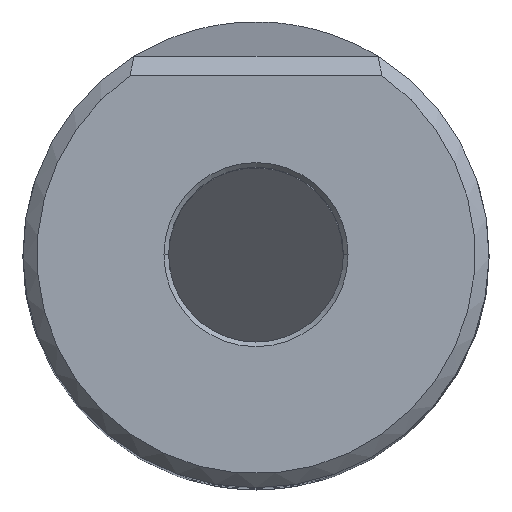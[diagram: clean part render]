
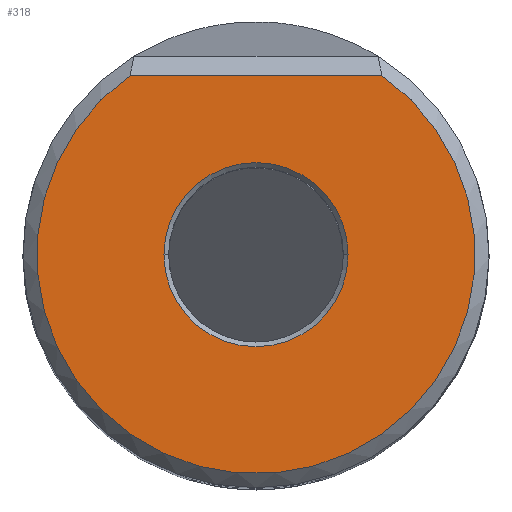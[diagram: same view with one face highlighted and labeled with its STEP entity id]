
A CAD part, top view. The second image highlights one B-rep face of the part: STEP entity #318.
In plain terms, the highlighted planar face has unit normal (0, 0, 1).
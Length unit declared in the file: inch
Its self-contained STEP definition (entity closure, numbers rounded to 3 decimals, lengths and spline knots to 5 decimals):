
#9 = CARTESIAN_POINT ( 'NONE',  ( -0.26999, 0.38472, 0. ) ) ;
#15 = EDGE_CURVE ( 'NONE', #335, #676, #705, .T. ) ;
#44 = EDGE_CURVE ( 'NONE', #676, #335, #199, .T. ) ;
#55 = DIRECTION ( 'NONE',  ( 0., -1., 0. ) ) ;
#60 = ORIENTED_EDGE ( 'NONE', *, *, #44, .T. ) ;
#91 = CARTESIAN_POINT ( 'NONE',  ( 0., 0., 0. ) ) ;
#122 = EDGE_CURVE ( 'NONE', #200, #422, #498, .T. ) ;
#137 = AXIS2_PLACEMENT_3D ( 'NONE', #776, #322, #277 ) ;
#139 = AXIS2_PLACEMENT_3D ( 'NONE', #485, #150, #55 ) ;
#140 = CARTESIAN_POINT ( 'NONE',  ( 0.1975, 0., 0. ) ) ;
#150 = DIRECTION ( 'NONE',  ( 0., 0., -1. ) ) ;
#158 = ORIENTED_EDGE ( 'NONE', *, *, #122, .T. ) ;
#176 = PLANE ( 'NONE',  #630 ) ;
#199 = LINE ( 'NONE', #469, #389 ) ;
#200 = VERTEX_POINT ( 'NONE', #347 ) ;
#277 = DIRECTION ( 'NONE',  ( 0., -1., 0. ) ) ;
#279 = EDGE_LOOP ( 'NONE', ( #578, #158 ) ) ;
#318 = ADVANCED_FACE ( 'NONE', ( #569, #501 ), #176, .T. ) ;
#322 = DIRECTION ( 'NONE',  ( 0., 0., 1. ) ) ;
#335 = VERTEX_POINT ( 'NONE', #9 ) ;
#347 = CARTESIAN_POINT ( 'NONE',  ( -0.1975, 0., 0. ) ) ;
#373 = DIRECTION ( 'NONE',  ( 0., 0., 1. ) ) ;
#389 = VECTOR ( 'NONE', #765, 39.37008 ) ;
#422 = VERTEX_POINT ( 'NONE', #140 ) ;
#469 = CARTESIAN_POINT ( 'NONE',  ( 0., 0.38472, 0. ) ) ;
#485 = CARTESIAN_POINT ( 'NONE',  ( 0., 0., 0. ) ) ;
#489 = AXIS2_PLACEMENT_3D ( 'NONE', #91, #637, #587 ) ;
#493 = CARTESIAN_POINT ( 'NONE',  ( 0., 0., 0. ) ) ;
#498 = CIRCLE ( 'NONE', #489, 0.1975 ) ;
#501 = FACE_OUTER_BOUND ( 'NONE', #507, .T. ) ;
#507 = EDGE_LOOP ( 'NONE', ( #534, #60 ) ) ;
#534 = ORIENTED_EDGE ( 'NONE', *, *, #15, .T. ) ;
#564 = DIRECTION ( 'NONE',  ( 0., -1., 0. ) ) ;
#569 = FACE_BOUND ( 'NONE', #279, .T. ) ;
#578 = ORIENTED_EDGE ( 'NONE', *, *, #590, .T. ) ;
#587 = DIRECTION ( 'NONE',  ( 0., -1., 0. ) ) ;
#588 = CIRCLE ( 'NONE', #139, 0.1975 ) ;
#590 = EDGE_CURVE ( 'NONE', #422, #200, #588, .T. ) ;
#630 = AXIS2_PLACEMENT_3D ( 'NONE', #493, #373, #564 ) ;
#637 = DIRECTION ( 'NONE',  ( 0., 0., -1. ) ) ;
#676 = VERTEX_POINT ( 'NONE', #792 ) ;
#705 = CIRCLE ( 'NONE', #137, 0.47 ) ;
#765 = DIRECTION ( 'NONE',  ( -1., 0., 0. ) ) ;
#776 = CARTESIAN_POINT ( 'NONE',  ( 0., 0., 0. ) ) ;
#792 = CARTESIAN_POINT ( 'NONE',  ( 0.26999, 0.38472, 0. ) ) ;
